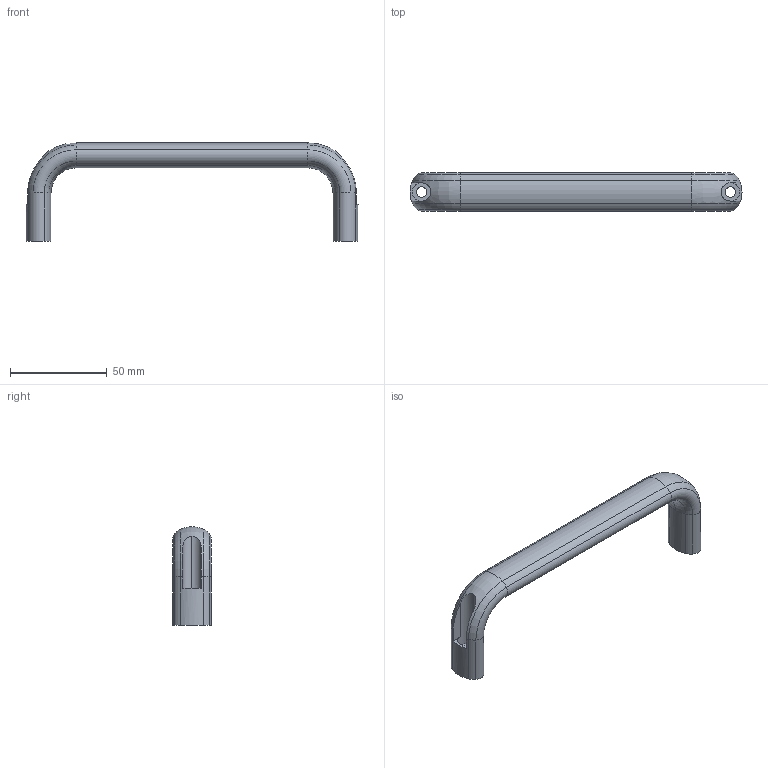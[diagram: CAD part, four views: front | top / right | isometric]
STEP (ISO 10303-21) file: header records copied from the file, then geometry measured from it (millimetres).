
FILE_DESCRIPTION(('STEP AP214'),'1');
FILE_NAME('HALDERN_EH_24300_0331.stp','2017-05-09T08:46:42',('TraceParts'),('TraceParts S.A.'),'Spatial InterOp 3D',' ',' ');
FILE_SCHEMA(('automotive_design'));
Length unit declared in the file: millimetre
Products named in the file (1): HALDERN_EH_24300_0331
Bounding box: 172 x 20 x 50.95 mm (x, y, z)
Volume: 42209 mm3; surface area: 13936.6 mm2
Topology: 1 solids, 1 shells, 60 faces, 142 edges, 84 vertices
Faces by surface type: cylinder 32, torus 18, plane 10
Entity records: 2300 total; most frequent: DIRECTION 354, CARTESIAN_POINT 339, ORIENTED_EDGE 284, AXIS2_PLACEMENT_3D 155, EDGE_CURVE 142, CIRCLE 94, VERTEX_POINT 84, EDGE_LOOP 64
